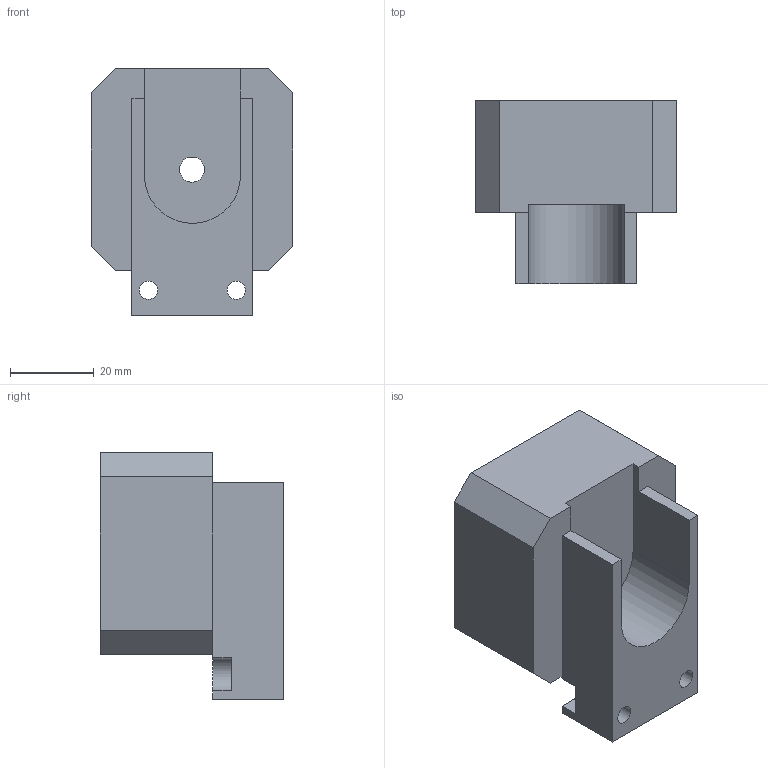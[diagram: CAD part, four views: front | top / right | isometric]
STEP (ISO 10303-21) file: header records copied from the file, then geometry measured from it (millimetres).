
FILE_DESCRIPTION(/* description */ (''),/* implementation_level */ '2;1');
FILE_NAME(/* name */ 'slider_motor_mount.step',/* time_stamp */ '2021-06-23T14:50:48+07:00',/* author */ (''),/* organization */ (''),/* preprocessor_version */ 'ST-DEVELOPER v18.1',/* originating_system */ 'Autodesk Translation Framework v10.9.0.1377',/* authorisation */ '');
FILE_SCHEMA (('AUTOMOTIVE_DESIGN { 1 0 10303 214 3 1 1 }'));
Length unit declared in the file: millimetre
Products named in the file (1): FusionComponent
Bounding box: 48.3 x 43.85 x 59.03 mm (x, y, z)
Volume: 40353.6 mm3; surface area: 17171.2 mm2
Topology: 1 solids, 1 shells, 44 faces, 118 edges, 78 vertices
Faces by surface type: plane 37, cylinder 7
Full cylindrical faces by diameter (mm): 4.4 x2, 6 x1, 22 x1
Entity records: 1405 total; most frequent: CARTESIAN_POINT 241, ORIENTED_EDGE 236, DIRECTION 222, EDGE_CURVE 118, LINE 104, VECTOR 104, VERTEX_POINT 78, AXIS2_PLACEMENT_3D 59
